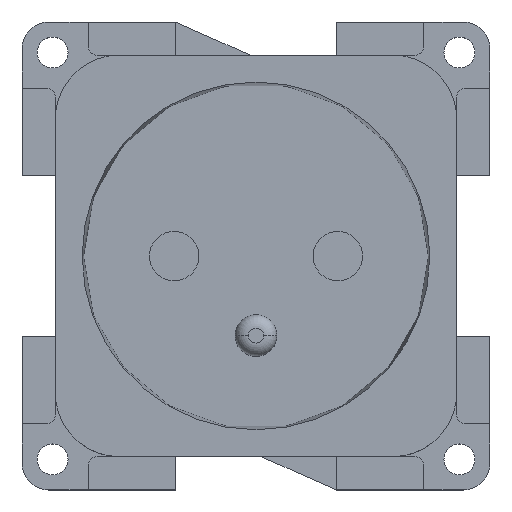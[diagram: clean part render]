
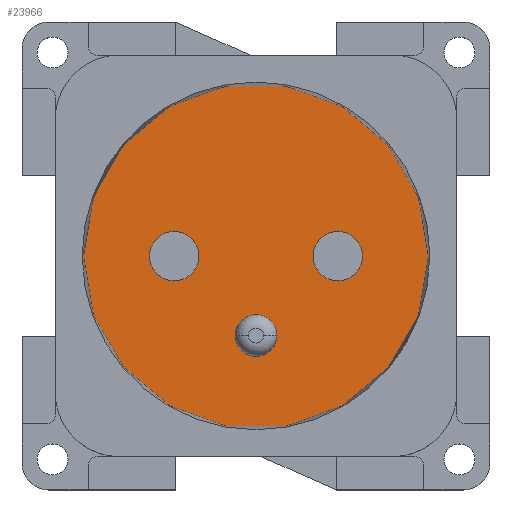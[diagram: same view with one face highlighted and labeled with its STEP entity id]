
A CAD part, top view. The second image highlights one B-rep face of the part: STEP entity #23966.
In plain terms, the highlighted planar face has unit normal (0, 0, 1).
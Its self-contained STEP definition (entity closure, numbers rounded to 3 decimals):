
#155 = DIRECTION ( 'NONE',  ( 1., 0., 0. ) ) ;
#2375 = CARTESIAN_POINT ( 'NONE',  ( 0., 0., -11.5 ) ) ;
#2483 = DIRECTION ( 'NONE',  ( 0., 0., 1. ) ) ;
#5589 = EDGE_CURVE ( 'NONE', #25588, #41836, #29182, .T. ) ;
#7300 = DIRECTION ( 'NONE',  ( 1., 0., 0. ) ) ;
#7913 = CARTESIAN_POINT ( 'NONE',  ( -19.501, 0., -11.5 ) ) ;
#8446 = CARTESIAN_POINT ( 'NONE',  ( 0., 0., -11.5 ) ) ;
#8653 = VERTEX_POINT ( 'NONE', #7913 ) ;
#9049 = CIRCLE ( 'NONE', #33815, 2.8 ) ;
#9760 = VERTEX_POINT ( 'NONE', #60853 ) ;
#13085 = CARTESIAN_POINT ( 'NONE',  ( -12.05, 0., -11.5 ) ) ;
#13351 = DIRECTION ( 'NONE',  ( 1., 0., 0. ) ) ;
#16178 = EDGE_LOOP ( 'NONE', ( #21455, #60898 ) ) ;
#17530 = ORIENTED_EDGE ( 'NONE', *, *, #5589, .F. ) ;
#17573 = CARTESIAN_POINT ( 'NONE',  ( 0., 0., -11.5 ) ) ;
#18189 = VERTEX_POINT ( 'NONE', #13085 ) ;
#18281 = CARTESIAN_POINT ( 'NONE',  ( 12.05, 0., -11.5 ) ) ;
#21455 = ORIENTED_EDGE ( 'NONE', *, *, #35338, .F. ) ;
#22283 = PLANE ( 'NONE',  #33354 ) ;
#22497 = DIRECTION ( 'NONE',  ( 0., 0., 1. ) ) ;
#23259 = CARTESIAN_POINT ( 'NONE',  ( 9.25, 0., -11.5 ) ) ;
#23581 = DIRECTION ( 'NONE',  ( 0., 0., 1. ) ) ;
#23760 = FACE_BOUND ( 'NONE', #32719, .T. ) ;
#23966 = ADVANCED_FACE ( 'NONE', ( #36765, #23760, #51170 ), #22283, .T. ) ;
#24996 = EDGE_LOOP ( 'NONE', ( #33330, #37405 ) ) ;
#25488 = AXIS2_PLACEMENT_3D ( 'NONE', #2375, #36592, #7300 ) ;
#25588 = VERTEX_POINT ( 'NONE', #50214 ) ;
#25592 = CIRCLE ( 'NONE', #25488, 19.501 ) ;
#28163 = DIRECTION ( 'NONE',  ( 1., 0., 0. ) ) ;
#29182 = CIRCLE ( 'NONE', #34226, 2.8 ) ;
#29437 = DIRECTION ( 'NONE',  ( 0., 0., 1. ) ) ;
#30708 = EDGE_CURVE ( 'NONE', #41836, #25588, #34254, .T. ) ;
#31754 = CARTESIAN_POINT ( 'NONE',  ( 9.25, 0., -11.5 ) ) ;
#31961 = AXIS2_PLACEMENT_3D ( 'NONE', #8446, #42613, #13351 ) ;
#32395 = CIRCLE ( 'NONE', #45614, 2.8 ) ;
#32719 = EDGE_LOOP ( 'NONE', ( #51832, #17530 ) ) ;
#33330 = ORIENTED_EDGE ( 'NONE', *, *, #50487, .T. ) ;
#33354 = AXIS2_PLACEMENT_3D ( 'NONE', #17573, #22497, #56537 ) ;
#33388 = EDGE_CURVE ( 'NONE', #8653, #38308, #25592, .T. ) ;
#33815 = AXIS2_PLACEMENT_3D ( 'NONE', #52757, #23581, #57599 ) ;
#34226 = AXIS2_PLACEMENT_3D ( 'NONE', #23259, #57292, #28163 ) ;
#34254 = CIRCLE ( 'NONE', #49823, 2.8 ) ;
#35338 = EDGE_CURVE ( 'NONE', #9760, #18189, #32395, .T. ) ;
#36592 = DIRECTION ( 'NONE',  ( 0., 0., 1. ) ) ;
#36703 = DIRECTION ( 'NONE',  ( 1., 0., 0. ) ) ;
#36765 = FACE_BOUND ( 'NONE', #16178, .T. ) ;
#37405 = ORIENTED_EDGE ( 'NONE', *, *, #33388, .T. ) ;
#38308 = VERTEX_POINT ( 'NONE', #60740 ) ;
#41836 = VERTEX_POINT ( 'NONE', #18281 ) ;
#42613 = DIRECTION ( 'NONE',  ( 0., 0., 1. ) ) ;
#45614 = AXIS2_PLACEMENT_3D ( 'NONE', #58552, #29437, #155 ) ;
#49823 = AXIS2_PLACEMENT_3D ( 'NONE', #31754, #2483, #36703 ) ;
#50214 = CARTESIAN_POINT ( 'NONE',  ( 6.45, 0., -11.5 ) ) ;
#50487 = EDGE_CURVE ( 'NONE', #38308, #8653, #55614, .T. ) ;
#51170 = FACE_OUTER_BOUND ( 'NONE', #24996, .T. ) ;
#51832 = ORIENTED_EDGE ( 'NONE', *, *, #30708, .F. ) ;
#52757 = CARTESIAN_POINT ( 'NONE',  ( -9.25, 0., -11.5 ) ) ;
#55614 = CIRCLE ( 'NONE', #31961, 19.501 ) ;
#56537 = DIRECTION ( 'NONE',  ( 1., 0., 0. ) ) ;
#57292 = DIRECTION ( 'NONE',  ( 0., 0., 1. ) ) ;
#57599 = DIRECTION ( 'NONE',  ( 1., 0., 0. ) ) ;
#58552 = CARTESIAN_POINT ( 'NONE',  ( -9.25, 0., -11.5 ) ) ;
#58882 = EDGE_CURVE ( 'NONE', #18189, #9760, #9049, .T. ) ;
#60740 = CARTESIAN_POINT ( 'NONE',  ( 19.501, 0., -11.5 ) ) ;
#60853 = CARTESIAN_POINT ( 'NONE',  ( -6.45, 0., -11.5 ) ) ;
#60898 = ORIENTED_EDGE ( 'NONE', *, *, #58882, .F. ) ;
